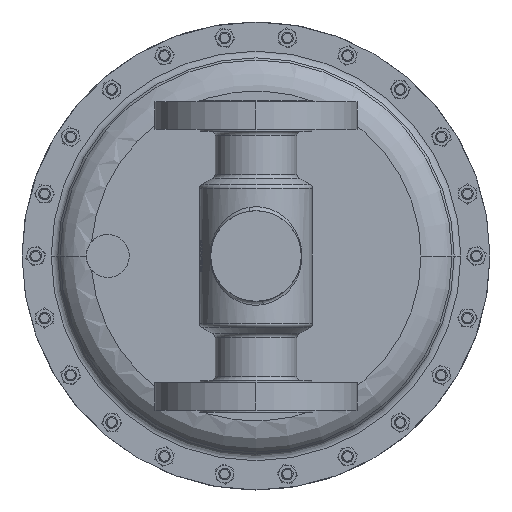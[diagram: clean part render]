
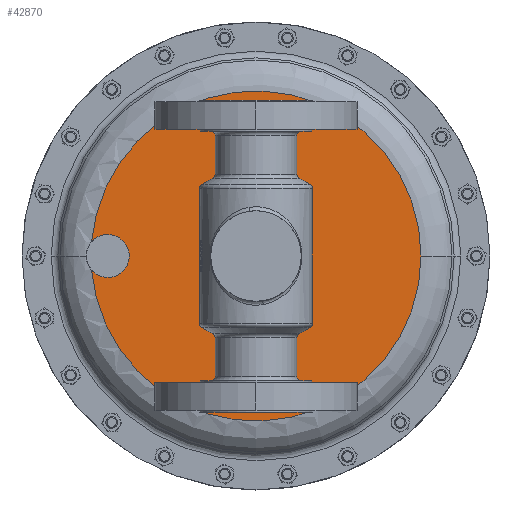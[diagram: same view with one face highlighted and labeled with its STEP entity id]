
A CAD part, front view. The second image highlights one B-rep face of the part: STEP entity #42870.
In plain terms, the highlighted planar face has unit normal (0, -1, 0).
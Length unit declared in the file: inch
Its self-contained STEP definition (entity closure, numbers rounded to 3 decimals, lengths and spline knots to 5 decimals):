
#659 = DIRECTION ( 'NONE',  ( -1., 0., 0. ) ) ;
#996 = CARTESIAN_POINT ( 'NONE',  ( 2.00895, 10.60518, 8.22157 ) ) ;
#1091 = AXIS2_PLACEMENT_3D ( 'NONE', #40739, #12869, #45370 ) ;
#1610 = DIRECTION ( 'NONE',  ( 0.046, 0., 0.999 ) ) ;
#5692 = DIRECTION ( 'NONE',  ( 0., 0., -1. ) ) ;
#6448 = EDGE_CURVE ( 'NONE', #35817, #17359, #53619, .T. ) ;
#8119 = VERTEX_POINT ( 'NONE', #31903 ) ;
#8819 = CARTESIAN_POINT ( 'NONE',  ( 2.00895, 10.60518, 8.22157 ) ) ;
#9191 = CARTESIAN_POINT ( 'NONE',  ( -3.26143, 10.60518, 7.77228 ) ) ;
#9730 = PLANE ( 'NONE',  #19073 ) ;
#11044 = EDGE_LOOP ( 'NONE', ( #21864, #54197, #53016, #36985, #48616 ) ) ;
#12491 = EDGE_CURVE ( 'NONE', #15479, #39607, #27928, .T. ) ;
#12666 = DIRECTION ( 'NONE',  ( 0., -1., 0. ) ) ;
#12869 = DIRECTION ( 'NONE',  ( 0., -1., 0. ) ) ;
#13371 = AXIS2_PLACEMENT_3D ( 'NONE', #8819, #41315, #13443 ) ;
#13443 = DIRECTION ( 'NONE',  ( -1., 0., 0. ) ) ;
#13904 = CARTESIAN_POINT ( 'NONE',  ( 2.00895, 10.60518, 7.34657 ) ) ;
#15479 = VERTEX_POINT ( 'NONE', #9191 ) ;
#17359 = VERTEX_POINT ( 'NONE', #57477 ) ;
#17456 = AXIS2_PLACEMENT_3D ( 'NONE', #996, #33460, #5692 ) ;
#18200 = AXIS2_PLACEMENT_3D ( 'NONE', #40134, #12666, #54549 ) ;
#19073 = AXIS2_PLACEMENT_3D ( 'NONE', #19087, #28429, #659 ) ;
#19087 = CARTESIAN_POINT ( 'NONE',  ( 2.00895, 10.60518, 8.22157 ) ) ;
#20852 = CARTESIAN_POINT ( 'NONE',  ( -2.70913, 10.60518, 8.90833 ) ) ;
#21768 = CIRCLE ( 'NONE', #17456, 0.875 ) ;
#21864 = ORIENTED_EDGE ( 'NONE', *, *, #12491, .T. ) ;
#24122 = DIRECTION ( 'NONE',  ( 0., -1., 0. ) ) ;
#24511 = CIRCLE ( 'NONE', #52344, 0.6875 ) ;
#26576 = ORIENTED_EDGE ( 'NONE', *, *, #41270, .F. ) ;
#26603 = CARTESIAN_POINT ( 'NONE',  ( 2.00895, 10.60518, 8.22157 ) ) ;
#27928 = CIRCLE ( 'NONE', #13371, 5.28949 ) ;
#28429 = DIRECTION ( 'NONE',  ( 0., -1., 0. ) ) ;
#29383 = DIRECTION ( 'NONE',  ( 0., -1., 0. ) ) ;
#29707 = EDGE_CURVE ( 'NONE', #39607, #39328, #31335, .T. ) ;
#31281 = DIRECTION ( 'NONE',  ( -1., 0., 0. ) ) ;
#31335 = CIRCLE ( 'NONE', #40741, 5.28949 ) ;
#31894 = FACE_BOUND ( 'NONE', #44908, .T. ) ;
#31903 = CARTESIAN_POINT ( 'NONE',  ( -2.77297, 10.60518, 7.53481 ) ) ;
#33242 = AXIS2_PLACEMENT_3D ( 'NONE', #57231, #29383, #1610 ) ;
#33460 = DIRECTION ( 'NONE',  ( 0., -1., 0. ) ) ;
#33914 = CARTESIAN_POINT ( 'NONE',  ( 7.29844, 10.60518, 8.22157 ) ) ;
#35399 = ORIENTED_EDGE ( 'NONE', *, *, #6448, .F. ) ;
#35817 = VERTEX_POINT ( 'NONE', #13904 ) ;
#36985 = ORIENTED_EDGE ( 'NONE', *, *, #57205, .F. ) ;
#37088 = VERTEX_POINT ( 'NONE', #20852 ) ;
#39328 = VERTEX_POINT ( 'NONE', #45714 ) ;
#39607 = VERTEX_POINT ( 'NONE', #33914 ) ;
#40134 = CARTESIAN_POINT ( 'NONE',  ( 2.00895, 10.60518, 8.22157 ) ) ;
#40739 = CARTESIAN_POINT ( 'NONE',  ( -2.74105, 10.60518, 8.22157 ) ) ;
#40741 = AXIS2_PLACEMENT_3D ( 'NONE', #26603, #59084, #31281 ) ;
#41270 = EDGE_CURVE ( 'NONE', #17359, #35817, #21768, .T. ) ;
#41315 = DIRECTION ( 'NONE',  ( 0., -1., 0. ) ) ;
#42870 = ADVANCED_FACE ( 'NONE', ( #31894, #58032 ), #9730, .T. ) ;
#44908 = EDGE_LOOP ( 'NONE', ( #35399, #26576 ) ) ;
#45370 = DIRECTION ( 'NONE',  ( 0.046, 0., 0.999 ) ) ;
#45714 = CARTESIAN_POINT ( 'NONE',  ( -3.26143, 10.60518, 8.67086 ) ) ;
#47459 = EDGE_CURVE ( 'NONE', #37088, #39328, #54965, .T. ) ;
#48616 = ORIENTED_EDGE ( 'NONE', *, *, #55972, .F. ) ;
#51877 = CARTESIAN_POINT ( 'NONE',  ( -2.74105, 10.60518, 8.22157 ) ) ;
#52344 = AXIS2_PLACEMENT_3D ( 'NONE', #51877, #24122, #56606 ) ;
#53016 = ORIENTED_EDGE ( 'NONE', *, *, #47459, .F. ) ;
#53619 = CIRCLE ( 'NONE', #18200, 0.875 ) ;
#54197 = ORIENTED_EDGE ( 'NONE', *, *, #29707, .T. ) ;
#54549 = DIRECTION ( 'NONE',  ( 0., 0., -1. ) ) ;
#54965 = CIRCLE ( 'NONE', #33242, 0.6875 ) ;
#55690 = CIRCLE ( 'NONE', #1091, 0.6875 ) ;
#55972 = EDGE_CURVE ( 'NONE', #15479, #8119, #24511, .T. ) ;
#56606 = DIRECTION ( 'NONE',  ( 0.046, 0., 0.999 ) ) ;
#57205 = EDGE_CURVE ( 'NONE', #8119, #37088, #55690, .T. ) ;
#57231 = CARTESIAN_POINT ( 'NONE',  ( -2.74105, 10.60518, 8.22157 ) ) ;
#57477 = CARTESIAN_POINT ( 'NONE',  ( 2.00895, 10.60518, 9.09657 ) ) ;
#58032 = FACE_OUTER_BOUND ( 'NONE', #11044, .T. ) ;
#59084 = DIRECTION ( 'NONE',  ( 0., -1., 0. ) ) ;
